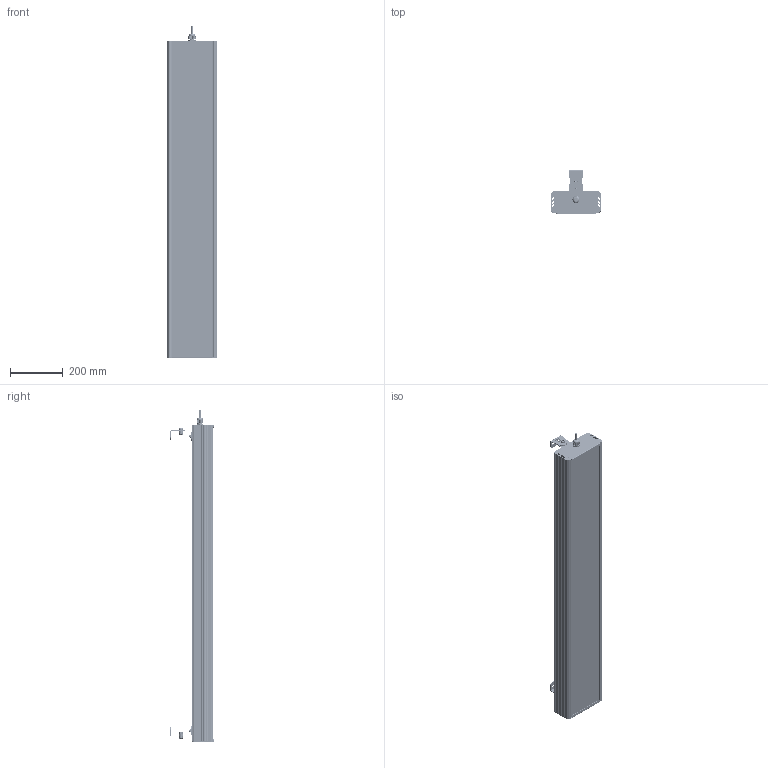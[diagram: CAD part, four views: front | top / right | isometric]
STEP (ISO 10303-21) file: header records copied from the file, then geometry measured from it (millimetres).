
FILE_DESCRIPTION(('STEP AP214'), '1');
FILE_NAME('001.0079.100.000 - ÃÑÏ-Ýêñòðà-Îïòèê-240', '2023-11-03T05:12:48', ('Ëóêîíèí'), ('ÎÊÁ Ñâîé Ñòèëü'), 'C3D Converter', 'C3D Toolkit', '');
FILE_SCHEMA(('AUTOMOTIVE_DESIGN { 1 0 10303 214 3 1 1}'));
Length unit declared in the file: millimetre
Products named in the file (33): 001.0079.100.000; 001.0065.01.000
Assembly tree (79 placements, depth 4):
  001.0079.100.000
    (unnamed)
      (unnamed)
      (unnamed)
      (unnamed)
      (unnamed)  x6
      (unnamed)  x6
      (unnamed)
      (unnamed)
      (unnamed)
      (unnamed)
        (unnamed)
      (unnamed)  x24
        (unnamed)
        (unnamed)
        (unnamed)
        (unnamed)
        (unnamed)
        (unnamed)
        (unnamed)
        (unnamed)
        (unnamed)
        (unnamed)
    001.0065.01.000  x2
      (unnamed)
      (unnamed)
      (unnamed)
      (unnamed)
      (unnamed)
      (unnamed)
      (unnamed)
      (unnamed)
      (unnamed)
Bounding box: 187.37 x 164.65 x 1256.43 mm (x, y, z)
Volume: 3940019.6 mm3; surface area: 2913631.6 mm2
Topology: 832 solids, 832 shells, 11254 faces, 25523 edges, 17059 vertices
Faces by surface type: plane 8016, cylinder 2628, bspline 397, cone 178, sphere 24, torus 11
Full cylindrical faces by diameter (mm): 1 x24, 2 x48, 2.5 x96, 2.8 x600, 3.2 x24, 3.5 x144, 4 x12, 6 x4, 6.375 x2, 8 x16, 8.5 x8, 9 x312, 12 x3, 12.5 x1, 13.333 x2, 16 x5, 18.5 x3, 20 x1, 23.5 x1
Entity records: 104852 total; most frequent: CARTESIAN_POINT 48284, ORIENTED_EDGE 10296, DIRECTION 9522, EDGE_CURVE 5148, VERTEX_POINT 3534, AXIS2_PLACEMENT_3D 3207, LINE 3108, VECTOR 3108
